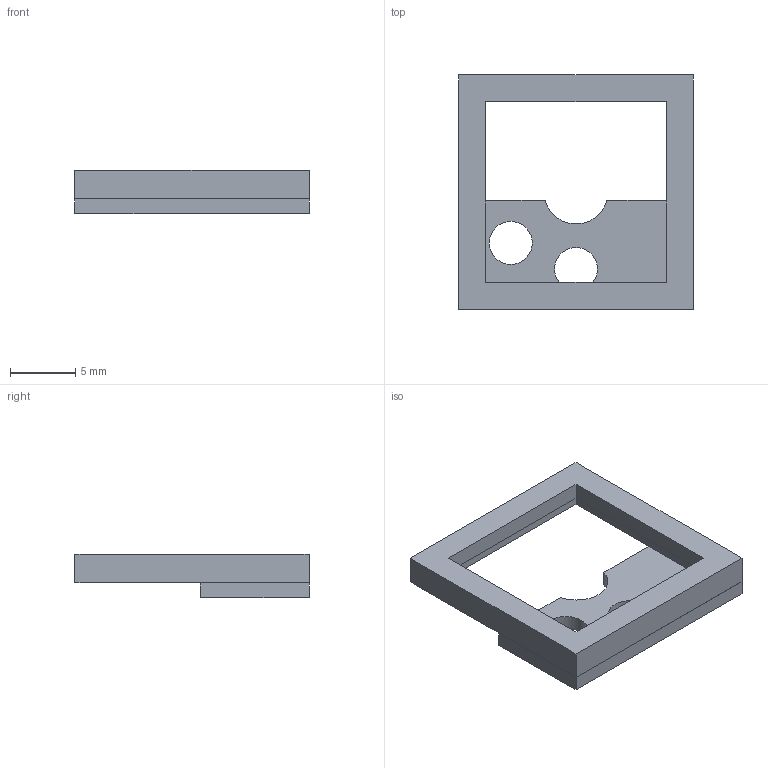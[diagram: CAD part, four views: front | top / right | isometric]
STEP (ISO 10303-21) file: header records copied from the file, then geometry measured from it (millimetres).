
FILE_DESCRIPTION(/* description */ ('STEP AP242','CAx-IF Rec.Pracs.---Representation and Presentation of Product Manufacturing Information (PMI)---4.0---2014-10-13','CAx-IF Rec.Pracs.---3D Tessellated Geometry---0.4---2014-09-14','2;1'),/* implementation_level */ '2;1');
FILE_NAME(/* name */ '671af03b6eb16d0b27a22ab2',/* time_stamp */ '2024-10-25T01:11:23Z',/* author */ (''),/* organization */ (''),/* preprocessor_version */ 'ST-DEVELOPER v20',/* originating_system */ ' ',/* authorisation */ ' ');
FILE_SCHEMA (('AP242_MANAGED_MODEL_BASED_3D_ENGINEERING_MIM_LF { 1 0 10303 442 1 1 4 }'));
Length unit declared in the file: metre
Products named in the file (2): partBottom; Socket
Bounding box: 18 x 18 x 3.35 mm (x, y, z)
Volume: 420.2 mm3; surface area: 887.2 mm2
Topology: 2 solids, 2 shells, 25 faces, 94 edges, 74 vertices
Faces by surface type: plane 22, cylinder 3
Full cylindrical faces by diameter (mm): 3.3 x2
Entity records: 1076 total; most frequent: CARTESIAN_POINT 193, ORIENTED_EDGE 184, DIRECTION 152, EDGE_CURVE 92, LINE 86, VECTOR 86, VERTEX_POINT 74, EDGE_LOOP 34
